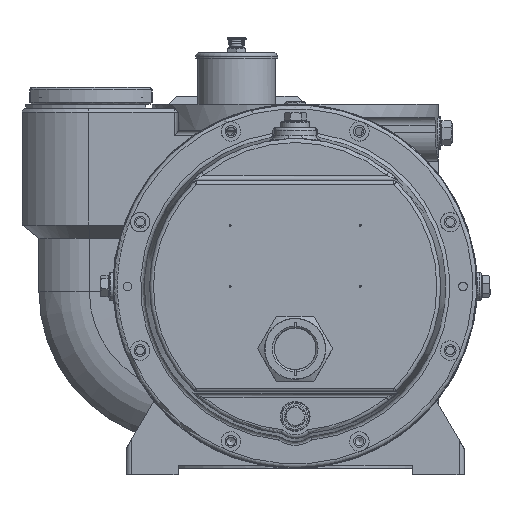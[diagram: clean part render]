
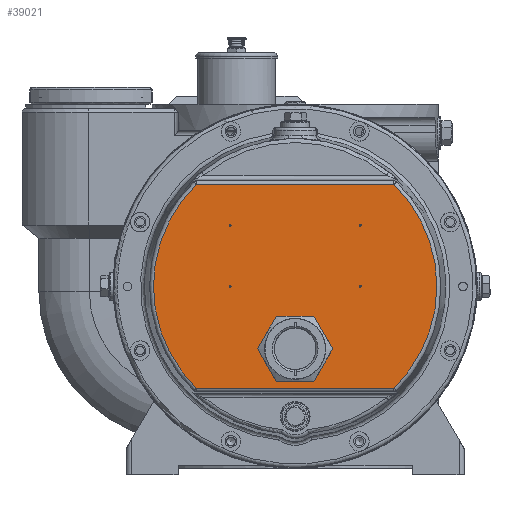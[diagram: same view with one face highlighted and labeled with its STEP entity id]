
A CAD part, front view. The second image highlights one B-rep face of the part: STEP entity #39021.
In plain terms, the highlighted planar face has unit normal (0, -1, 0).
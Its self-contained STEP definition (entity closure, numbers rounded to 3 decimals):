
#38212=CARTESIAN_POINT('',(50.,-264.,47.7));
#38213=VERTEX_POINT('',#38212);
#38214=CARTESIAN_POINT('',(50.,-264.,47.));
#38215=DIRECTION('',(0.0,1.0,0.0));
#38216=DIRECTION('',(0.0,0.0,1.0));
#38217=AXIS2_PLACEMENT_3D('',#38214,#38215,#38216);
#38218=CIRCLE('',#38217,0.7);
#38219=EDGE_CURVE('',#38213,#38213,#38218,.T.);
#38291=CARTESIAN_POINT('',(-50.,-264.,0.7));
#38292=VERTEX_POINT('',#38291);
#38293=CARTESIAN_POINT('',(-50.,-264.,0.));
#38294=DIRECTION('',(0.0,1.0,0.0));
#38295=DIRECTION('',(0.0,0.0,1.0));
#38296=AXIS2_PLACEMENT_3D('',#38293,#38294,#38295);
#38297=CIRCLE('',#38296,0.7);
#38298=EDGE_CURVE('',#38292,#38292,#38297,.T.);
#38370=CARTESIAN_POINT('',(-50.,-264.,47.7));
#38371=VERTEX_POINT('',#38370);
#38372=CARTESIAN_POINT('',(-50.,-264.,47.));
#38373=DIRECTION('',(0.0,1.0,0.0));
#38374=DIRECTION('',(0.0,0.0,1.0));
#38375=AXIS2_PLACEMENT_3D('',#38372,#38373,#38374);
#38376=CIRCLE('',#38375,0.7);
#38377=EDGE_CURVE('',#38371,#38371,#38376,.T.);
#38449=CARTESIAN_POINT('',(50.,-264.,0.7));
#38450=VERTEX_POINT('',#38449);
#38451=CARTESIAN_POINT('',(50.,-264.,0.));
#38452=DIRECTION('',(0.0,1.0,0.0));
#38453=DIRECTION('',(0.0,0.0,1.0));
#38454=AXIS2_PLACEMENT_3D('',#38451,#38452,#38453);
#38455=CIRCLE('',#38454,0.7);
#38456=EDGE_CURVE('',#38450,#38450,#38455,.T.);
#38957=CARTESIAN_POINT('',(0.,-264.,-96.404));
#38958=DIRECTION('',(0.0,-1.0,0.0));
#38959=DIRECTION('',(1.0,0.0,0.0));
#38960=AXIS2_PLACEMENT_3D('',#38957,#38958,#38959);
#38961=PLANE('',#38960);
#38962=CARTESIAN_POINT('',(-75.924,-264.,78.153));
#38963=VERTEX_POINT('',#38962);
#38964=CARTESIAN_POINT('',(75.924,-264.,78.153));
#38965=VERTEX_POINT('',#38964);
#38966=CARTESIAN_POINT('',(-75.924,-264.,78.153));
#38967=DIRECTION('',(1.0,0.0,0.0));
#38968=VECTOR('',#38967,151.848);
#38969=LINE('',#38966,#38968);
#38970=EDGE_CURVE('',#38963,#38965,#38969,.T.);
#38971=ORIENTED_EDGE('',*,*,#38970,.F.);
#38972=CARTESIAN_POINT('',(-75.924,-264.,-78.153));
#38973=VERTEX_POINT('',#38972);
#38974=CARTESIAN_POINT('',(0.,-264.,0.));
#38975=DIRECTION('',(0.0,1.0,0.0));
#38976=DIRECTION('',(-1.0,0.0,0.0));
#38977=AXIS2_PLACEMENT_3D('',#38974,#38975,#38976);
#38978=CIRCLE('',#38977,108.96);
#38979=EDGE_CURVE('',#38973,#38963,#38978,.T.);
#38980=ORIENTED_EDGE('',*,*,#38979,.F.);
#38981=CARTESIAN_POINT('',(75.924,-264.,-78.153));
#38982=VERTEX_POINT('',#38981);
#38983=CARTESIAN_POINT('',(75.924,-264.,-78.153));
#38984=DIRECTION('',(-1.0,0.0,0.0));
#38985=VECTOR('',#38984,151.848);
#38986=LINE('',#38983,#38985);
#38987=EDGE_CURVE('',#38982,#38973,#38986,.T.);
#38988=ORIENTED_EDGE('',*,*,#38987,.F.);
#38989=CARTESIAN_POINT('',(0.,-264.,0.));
#38990=DIRECTION('',(0.0,1.0,0.0));
#38991=DIRECTION('',(1.0,0.0,0.0));
#38992=AXIS2_PLACEMENT_3D('',#38989,#38990,#38991);
#38993=CIRCLE('',#38992,108.96);
#38994=EDGE_CURVE('',#38965,#38982,#38993,.T.);
#38995=ORIENTED_EDGE('',*,*,#38994,.F.);
#38996=EDGE_LOOP('',(#38971,#38980,#38988,#38995));
#38997=FACE_OUTER_BOUND('',#38996,.T.);
#38998=CARTESIAN_POINT('',(-23.286,-264.,-48.));
#38999=VERTEX_POINT('',#38998);
#39000=CARTESIAN_POINT('',(0.,-264.,-48.));
#39001=DIRECTION('',(0.0,-1.0,0.0));
#39002=DIRECTION('',(1.0,0.0,0.0));
#39003=AXIS2_PLACEMENT_3D('',#39000,#39001,#39002);
#39004=CIRCLE('',#39003,23.286);
#39005=EDGE_CURVE('',#38999,#38999,#39004,.T.);
#39006=ORIENTED_EDGE('',*,*,#39005,.F.);
#39007=EDGE_LOOP('',(#39006));
#39008=FACE_BOUND('',#39007,.T.);
#39009=ORIENTED_EDGE('',*,*,#38219,.T.);
#39010=EDGE_LOOP('',(#39009));
#39011=FACE_BOUND('',#39010,.T.);
#39012=ORIENTED_EDGE('',*,*,#38298,.T.);
#39013=EDGE_LOOP('',(#39012));
#39014=FACE_BOUND('',#39013,.T.);
#39015=ORIENTED_EDGE('',*,*,#38377,.T.);
#39016=EDGE_LOOP('',(#39015));
#39017=FACE_BOUND('',#39016,.T.);
#39018=ORIENTED_EDGE('',*,*,#38456,.T.);
#39019=EDGE_LOOP('',(#39018));
#39020=FACE_BOUND('',#39019,.T.);
#39021=ADVANCED_FACE('',(#38997,#39008,#39011,#39014,#39017,#39020),#38961,.T.);
